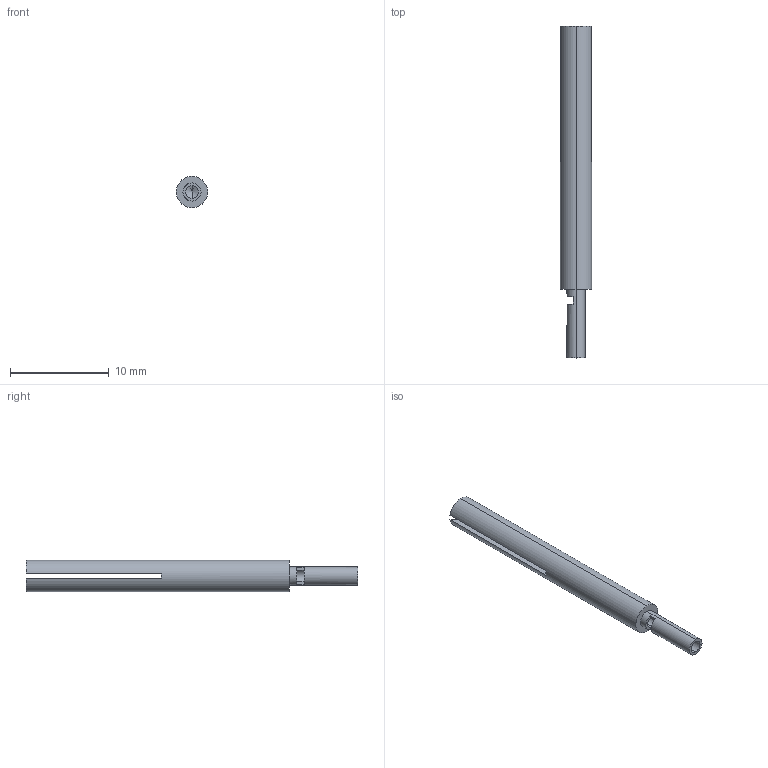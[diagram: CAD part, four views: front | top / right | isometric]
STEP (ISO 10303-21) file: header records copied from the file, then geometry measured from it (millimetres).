
FILE_DESCRIPTION (( 'STEP AP214' ), '1' );
FILE_NAME ('361-TCRIMP-CR.STEP', '2014-01-22T11:28:08', ( 'allectra' ), ( 'Microsoft' ), 'SwSTEP 2.0', 'SolidWorks 2013', '' );
FILE_SCHEMA (( 'AUTOMOTIVE_DESIGN' ));
Length unit declared in the file: millimetre
Products named in the file (1): 361-TCRIMP-CR
Bounding box: 3.17 x 33.66 x 3.17 mm (x, y, z)
Volume: 178.6 mm3; surface area: 436.2 mm2
Topology: 1 solids, 1 shells, 28 faces, 76 edges, 48 vertices
Faces by surface type: plane 14, cylinder 8, cone 6
Entity records: 910 total; most frequent: CARTESIAN_POINT 161, DIRECTION 158, ORIENTED_EDGE 144, EDGE_CURVE 72, AXIS2_PLACEMENT_3D 61, VERTEX_POINT 48, LINE 36, VECTOR 36
